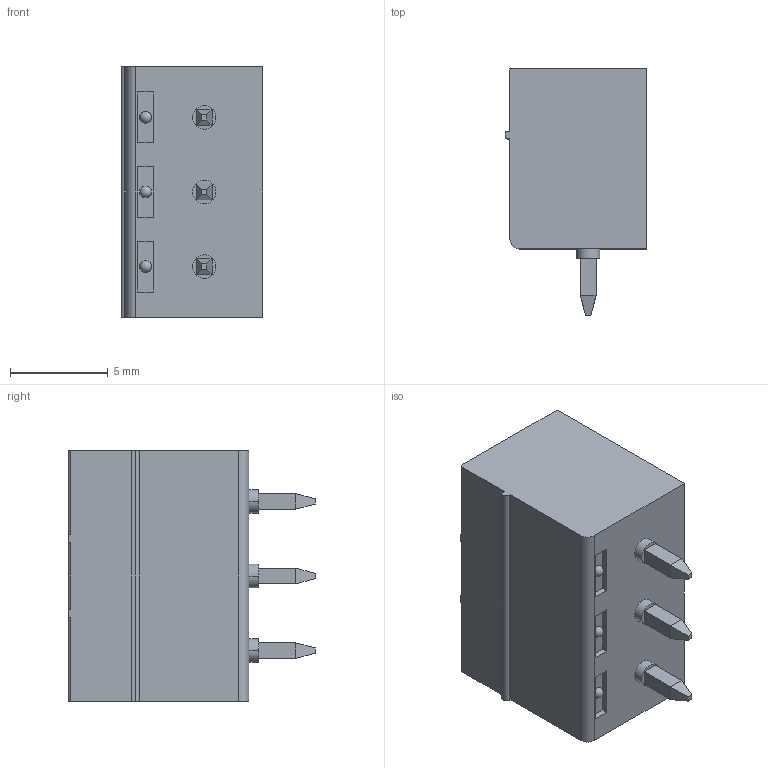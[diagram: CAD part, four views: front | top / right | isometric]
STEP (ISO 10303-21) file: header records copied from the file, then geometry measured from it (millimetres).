
FILE_DESCRIPTION(('Creo Elements/Direct Modeling STEP Export'),'2;1');
FILE_NAME('model.stp','2019-08-12T14:09:48',(''),(''),'Creo Elements/Direct Modeling STEP processor for AP214 (Solid Model)','Creo Elements/Direct Modeling 20.1A 29-Sep-2018 (C) Parametric Technology GmbH','');
FILE_SCHEMA(('AUTOMOTIVE_DESIGN { 1 0 10303 214 1 1 1 1 }'));
Length unit declared in the file: millimetre
Products named in the file (2): MCV_1_5-3-G-3_81
Assembly tree (1 placements, depth 2):
  MCV_1_5-3-G-3_81
    MCV_1_5-3-G-3_81
Bounding box: 7.25 x 12.6 x 12.82 mm (x, y, z)
Volume: 503.9 mm3; surface area: 1100.7 mm2
Topology: 1 solids, 1 shells, 211 faces, 534 edges, 344 vertices
Faces by surface type: plane 161, cylinder 44, sphere 3, cone 3
Entity records: 7399 total; most frequent: CARTESIAN_POINT 1100, ORIENTED_EDGE 1056, DIRECTION 1015, EDGE_CURVE 528, VECTOR 425, LINE 425, VERTEX_POINT 344, AXIS2_PLACEMENT_3D 295
